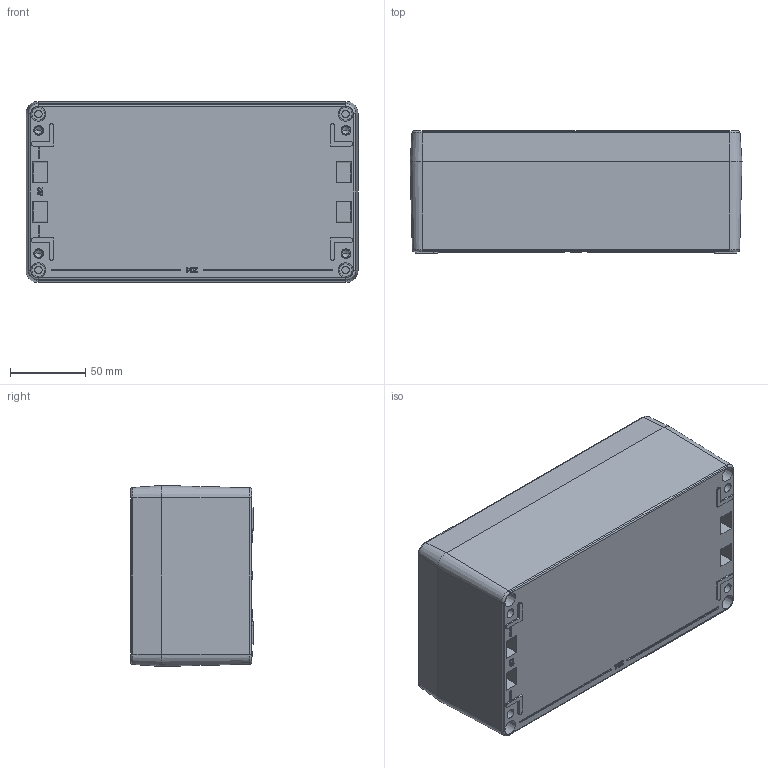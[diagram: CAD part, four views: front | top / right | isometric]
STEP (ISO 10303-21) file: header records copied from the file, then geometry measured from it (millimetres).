
FILE_DESCRIPTION(('HOOPS Exchange Step'),'2;1');
FILE_NAME('export-95D18193-FF14-4A35-A1B8-A6BE19131F0C.stp','2023-04-22T12:29:12+02:00',('Engineering'),('Alibre'),'HOOPS Exchange 2021.0','Alibre','Unknown authorisation');
FILE_SCHEMA( ('AP242_MANAGED_MODEL_BASED_3D_ENGINEERING_MIM_LF {1 0 10303 442 1 1 4 }') );
Length unit declared in the file: millimetre
Products named in the file (5): 6278-1 Die Cast Metal Enclosure, with seal, 221x121x80mm 1590Z150 BOX; 6278-3 Die Cast Metal Enclosure, with seal, 221x121x80mm1590Z150 LID; 6278-2 Die Cast Metal Enclosure, with seal, 221x121x80mm1590Z150 Gasket; 6278-4 Die Cast Metal Enclosure, with seal, 221x121x80mmSC564 (screw M6-1X 35mm PN); 6278 Die Cast Metal Enclosure, with seal, 221x121x80mm
Assembly tree (7 placements, depth 2):
  6278 Die Cast Metal Enclosure, with seal, 221x121x80mm
    6278-1 Die Cast Metal Enclosure, with seal, 221x121x80mm 1590Z150 BOX
    6278-3 Die Cast Metal Enclosure, with seal, 221x121x80mm1590Z150 LID
    6278-2 Die Cast Metal Enclosure, with seal, 221x121x80mm1590Z150 Gasket
    6278-4 Die Cast Metal Enclosure, with seal, 221x121x80mmSC564 (screw M6-1X 35mm PN)  x4
Bounding box: 221 x 81.5 x 120.5 mm (x, y, z)
Volume: 489416.4 mm3; surface area: 238316.5 mm2
Topology: 7 solids, 7 shells, 842 faces, 2142 edges, 1368 vertices
Faces by surface type: plane 386, cone 218, cylinder 126, bspline 52, torus 52, sphere 8
Entity records: 22425 total; most frequent: CARTESIAN_POINT 4818, DIRECTION 3666, ORIENTED_EDGE 3596, EDGE_CURVE 1798, AXIS2_PLACEMENT_3D 1330, VERTEX_POINT 1158, VECTOR 1006, LINE 1006
